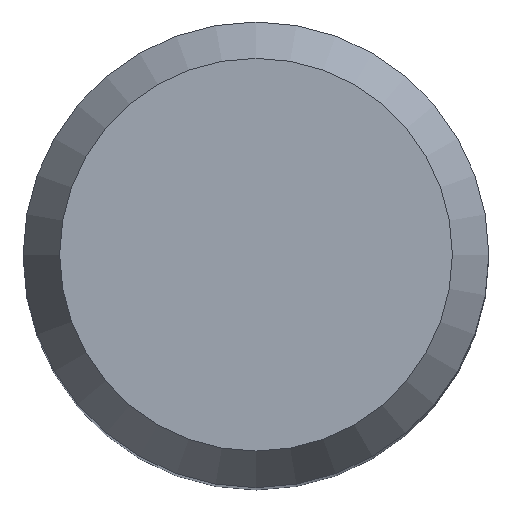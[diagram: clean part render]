
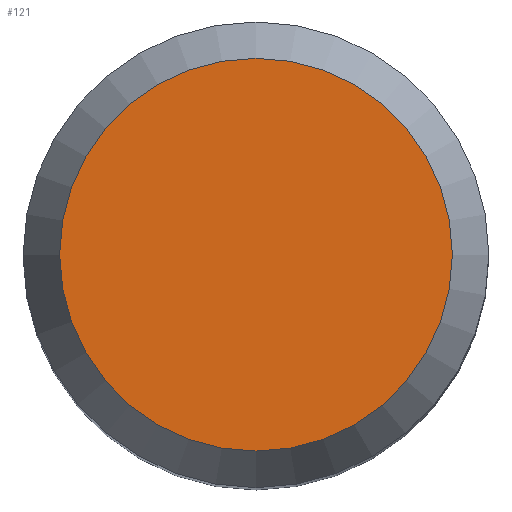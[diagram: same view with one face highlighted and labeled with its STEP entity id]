
A CAD part, top view. The second image highlights one B-rep face of the part: STEP entity #121.
In plain terms, the highlighted planar face has unit normal (0, 0, 1).
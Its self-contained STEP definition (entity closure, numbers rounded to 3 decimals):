
#110=FACE_OUTER_BOUND('',#151,.T.);
#115=PLANE('',#302);
#121=ADVANCED_FACE('',(#110),#115,.T.);
#151=EDGE_LOOP('',(#169));
#169=ORIENTED_EDGE('',*,*,#195,.T.);
#186=VERTEX_POINT('',#407);
#195=EDGE_CURVE('',#186,#186,#204,.T.);
#204=CIRCLE('',#301,10.542);
#301=AXIS2_PLACEMENT_3D('',#406,#346,#347);
#302=AXIS2_PLACEMENT_3D('',#408,#348,#349);
#346=DIRECTION('',(0.,0.,1.));
#347=DIRECTION('',(0.,-1.,0.));
#348=DIRECTION('',(0.,0.,1.));
#349=DIRECTION('',(0.,-1.,0.));
#406=CARTESIAN_POINT('',(0.,0.,0.));
#407=CARTESIAN_POINT('',(0.,-10.542,0.));
#408=CARTESIAN_POINT('',(0.,0.,0.));
